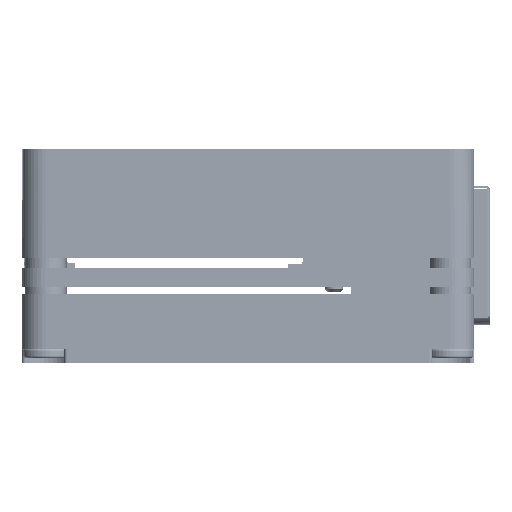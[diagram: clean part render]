
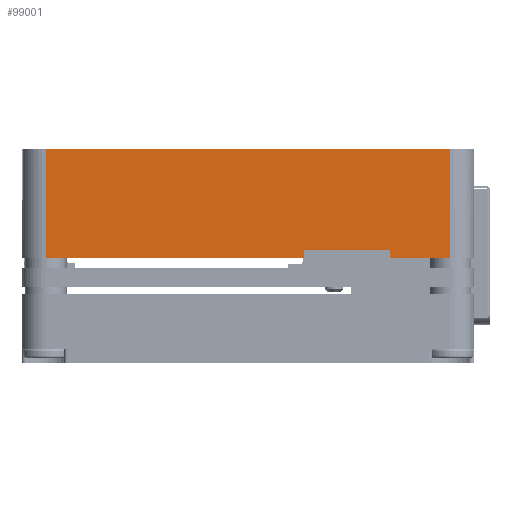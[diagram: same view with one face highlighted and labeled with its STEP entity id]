
A CAD part, left-side view. The second image highlights one B-rep face of the part: STEP entity #99001.
In plain terms, the highlighted planar face has unit normal (-1, 0, 0).
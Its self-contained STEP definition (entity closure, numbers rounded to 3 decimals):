
#7865=PLANE('',#105575);
#13429=FACE_OUTER_BOUND('',#18763,.T.);
#18763=EDGE_LOOP('',(#93076,#93077,#93078,#93079,#93080,#93081,#93082,#93083));
#31698=LINE('',#224528,#42168);
#31740=LINE('',#224652,#42210);
#31742=LINE('',#224656,#42212);
#31986=LINE('',#225212,#42456);
#31987=LINE('',#225216,#42457);
#31988=LINE('',#225219,#42458);
#32040=LINE('',#225378,#42510);
#32095=LINE('',#225689,#42565);
#42168=VECTOR('',#127789,10.);
#42210=VECTOR('',#127897,10.);
#42212=VECTOR('',#127901,10.);
#42456=VECTOR('',#128383,10.);
#42457=VECTOR('',#128388,10.);
#42458=VECTOR('',#128393,10.);
#42510=VECTOR('',#128561,10.);
#42565=VECTOR('',#128760,10.);
#51341=VERTEX_POINT('',#224525);
#51342=VERTEX_POINT('',#224527);
#51391=VERTEX_POINT('',#224650);
#51392=VERTEX_POINT('',#224654);
#51584=VERTEX_POINT('',#225209);
#51585=VERTEX_POINT('',#225211);
#51586=VERTEX_POINT('',#225215);
#51635=VERTEX_POINT('',#225376);
#64934=EDGE_CURVE('',#51342,#51341,#31698,.T.);
#64997=EDGE_CURVE('',#51341,#51391,#31740,.T.);
#64999=EDGE_CURVE('',#51391,#51392,#31742,.T.);
#65288=EDGE_CURVE('',#51584,#51585,#31986,.T.);
#65290=EDGE_CURVE('',#51342,#51586,#31987,.T.);
#65292=EDGE_CURVE('',#51586,#51584,#31988,.T.);
#65365=EDGE_CURVE('',#51392,#51635,#32040,.T.);
#65450=EDGE_CURVE('',#51635,#51585,#32095,.T.);
#93076=ORIENTED_EDGE('',*,*,#65365,.T.);
#93077=ORIENTED_EDGE('',*,*,#65450,.T.);
#93078=ORIENTED_EDGE('',*,*,#65288,.F.);
#93079=ORIENTED_EDGE('',*,*,#65292,.F.);
#93080=ORIENTED_EDGE('',*,*,#65290,.F.);
#93081=ORIENTED_EDGE('',*,*,#64934,.T.);
#93082=ORIENTED_EDGE('',*,*,#64997,.T.);
#93083=ORIENTED_EDGE('',*,*,#64999,.T.);
#99001=ADVANCED_FACE('',(#13429),#7865,.T.);
#105575=AXIS2_PLACEMENT_3D('',#229494,#128837,#128838);
#127789=DIRECTION('',(0.,-1.,0.));
#127897=DIRECTION('',(0.,0.,1.));
#127901=DIRECTION('',(0.,-1.,0.));
#128383=DIRECTION('',(0.,0.,-1.));
#128388=DIRECTION('',(0.,0.,1.));
#128393=DIRECTION('',(0.,-1.,0.));
#128561=DIRECTION('',(0.,0.,-1.));
#128760=DIRECTION('',(0.,-1.,0.));
#128837=DIRECTION('center_axis',(-1.,0.,0.));
#128838=DIRECTION('ref_axis',(0.,-1.,0.));
#224525=CARTESIAN_POINT('',(-19.,-4.73,0.8));
#224527=CARTESIAN_POINT('',(-19.,17.,0.8));
#224528=CARTESIAN_POINT('',(-19.,9.5,0.8));
#224650=CARTESIAN_POINT('',(-19.,-4.73,1.48));
#224652=CARTESIAN_POINT('',(-19.,-4.73,0.4));
#224654=CARTESIAN_POINT('',(-19.,-11.93,1.48));
#224656=CARTESIAN_POINT('',(-19.,5.335,1.48));
#225209=CARTESIAN_POINT('',(-19.,-17.,10.));
#225211=CARTESIAN_POINT('',(-19.,-17.,0.8));
#225212=CARTESIAN_POINT('',(-19.,-17.,0.));
#225215=CARTESIAN_POINT('',(-19.,17.,10.));
#225216=CARTESIAN_POINT('',(-19.,17.,0.));
#225219=CARTESIAN_POINT('',(-19.,19.,10.));
#225376=CARTESIAN_POINT('',(-19.,-11.93,0.8));
#225378=CARTESIAN_POINT('',(-19.,-11.93,0.4));
#225689=CARTESIAN_POINT('',(-19.,9.5,0.8));
#229494=CARTESIAN_POINT('Origin',(-19.,19.,0.));
